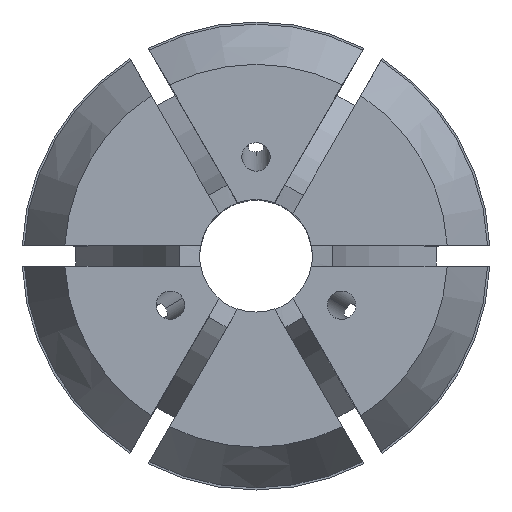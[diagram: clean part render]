
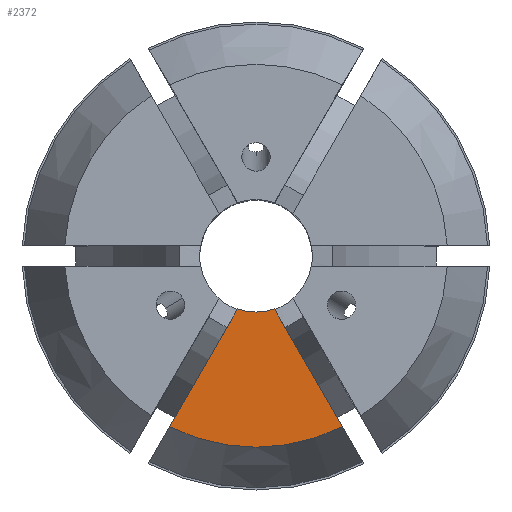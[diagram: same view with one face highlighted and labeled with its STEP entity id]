
A CAD part, top view. The second image highlights one B-rep face of the part: STEP entity #2372.
In plain terms, the highlighted planar face has unit normal (0, 0, 1).
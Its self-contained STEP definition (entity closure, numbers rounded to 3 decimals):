
#22 = VERTEX_POINT ( 'NONE', #1415 ) ;
#126 = EDGE_CURVE ( 'NONE', #412, #2837, #960, .T. ) ;
#144 = DIRECTION ( 'NONE',  ( 0., 0., 1. ) ) ;
#156 = DIRECTION ( 'NONE',  ( 1., 0., 0. ) ) ;
#380 = VECTOR ( 'NONE', #2489, 1000. ) ;
#412 = VERTEX_POINT ( 'NONE', #1033 ) ;
#417 = VECTOR ( 'NONE', #3889, 1000. ) ;
#500 = ORIENTED_EDGE ( 'NONE', *, *, #2713, .F. ) ;
#562 = ORIENTED_EDGE ( 'NONE', *, *, #126, .T. ) ;
#640 = PLANE ( 'NONE',  #900 ) ;
#672 = DIRECTION ( 'NONE',  ( 1., 0., 0. ) ) ;
#797 = AXIS2_PLACEMENT_3D ( 'NONE', #1697, #3189, #1370 ) ;
#900 = AXIS2_PLACEMENT_3D ( 'NONE', #3417, #3749, #672 ) ;
#948 = ORIENTED_EDGE ( 'NONE', *, *, #1895, .F. ) ;
#960 = LINE ( 'NONE', #1743, #417 ) ;
#1033 = CARTESIAN_POINT ( 'NONE',  ( -1.299, -3.75, 40. ) ) ;
#1052 = AXIS2_PLACEMENT_3D ( 'NONE', #3567, #144, #156 ) ;
#1302 = CARTESIAN_POINT ( 'NONE',  ( 1.299, -3.75, 40. ) ) ;
#1370 = DIRECTION ( 'NONE',  ( -1., 0., 0. ) ) ;
#1405 = CIRCLE ( 'NONE', #1052, 3.969 ) ;
#1415 = CARTESIAN_POINT ( 'NONE',  ( 6.09, -12.048, 40. ) ) ;
#1486 = VERTEX_POINT ( 'NONE', #1302 ) ;
#1697 = CARTESIAN_POINT ( 'NONE',  ( 0., 0., 40. ) ) ;
#1743 = CARTESIAN_POINT ( 'NONE',  ( 6.495, 9.75, 40. ) ) ;
#1895 = EDGE_CURVE ( 'NONE', #22, #2837, #2028, .T. ) ;
#2025 = LINE ( 'NONE', #2851, #380 ) ;
#2028 = CIRCLE ( 'NONE', #797, 13.499 ) ;
#2372 = ADVANCED_FACE ( 'NONE', ( #2994 ), #640, .T. ) ;
#2489 = DIRECTION ( 'NONE',  ( 0.5, -0.866, 0. ) ) ;
#2548 = CARTESIAN_POINT ( 'NONE',  ( -6.09, -12.048, 40. ) ) ;
#2551 = ORIENTED_EDGE ( 'NONE', *, *, #2911, .F. ) ;
#2713 = EDGE_CURVE ( 'NONE', #1486, #22, #2025, .T. ) ;
#2837 = VERTEX_POINT ( 'NONE', #2548 ) ;
#2851 = CARTESIAN_POINT ( 'NONE',  ( -6.495, 9.75, 40. ) ) ;
#2911 = EDGE_CURVE ( 'NONE', #412, #1486, #1405, .T. ) ;
#2994 = FACE_OUTER_BOUND ( 'NONE', #3985, .T. ) ;
#3189 = DIRECTION ( 'NONE',  ( 0., 0., -1. ) ) ;
#3417 = CARTESIAN_POINT ( 'NONE',  ( 0., 13.499, 40. ) ) ;
#3567 = CARTESIAN_POINT ( 'NONE',  ( 0., 0., 40. ) ) ;
#3749 = DIRECTION ( 'NONE',  ( 0., 0., 1. ) ) ;
#3889 = DIRECTION ( 'NONE',  ( -0.5, -0.866, 0. ) ) ;
#3985 = EDGE_LOOP ( 'NONE', ( #2551, #562, #948, #500 ) ) ;
